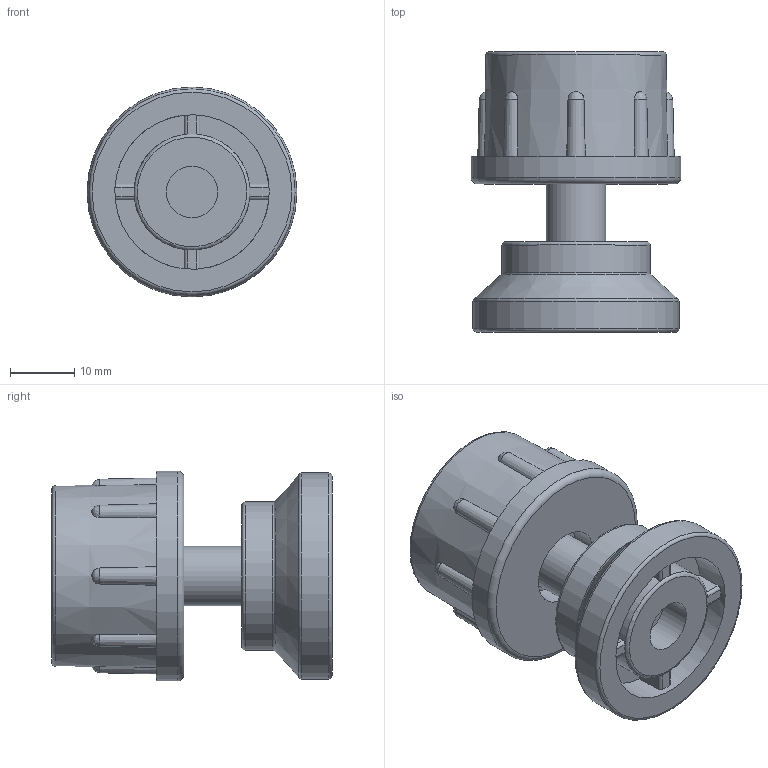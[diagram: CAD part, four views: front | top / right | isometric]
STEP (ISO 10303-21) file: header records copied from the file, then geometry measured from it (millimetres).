
FILE_DESCRIPTION(/* description */ (''),/* implementation_level */ '2;1');
FILE_NAME(/* name */ 'PR6-32.stp',/* time_stamp */ '2024-09-04T11:19:32+09:00',/* author */ ('user'),/* organization */ (''),/* preprocessor_version */ 'ST-DEVELOPER v15.6',/* originating_system */ 'Autodesk Inventor 2015',/* authorisation */ '');
FILE_SCHEMA (('AUTOMOTIVE_DESIGN { 1 0 10303 214 3 1 1 }'));
Length unit declared in the file: millimetre
Products named in the file (3): 조절발; PR6-32
Bounding box: 32.6 x 43.5 x 32.6 mm (x, y, z)
Volume: 15888.8 mm3; surface area: 10245.2 mm2
Topology: 2 solids, 2 shells, 93 faces, 244 edges, 163 vertices
Faces by surface type: plane 44, cylinder 24, cone 10, bspline 8, torus 7
Full cylindrical faces by diameter (mm): 8 x1, 8.382 x1, 9.2 x1, 12 x1, 12.5 x2, 16.5 x1, 23 x1, 24 x1, 24.5 x1, 32 x1, 32.6 x1
Entity records: 3478 total; most frequent: CARTESIAN_POINT 1274, ORIENTED_EDGE 434, DIRECTION 430, EDGE_CURVE 217, AXIS2_PLACEMENT_3D 179, VERTEX_POINT 157, EDGE_LOOP 124, FACE_OUTER_BOUND 93
